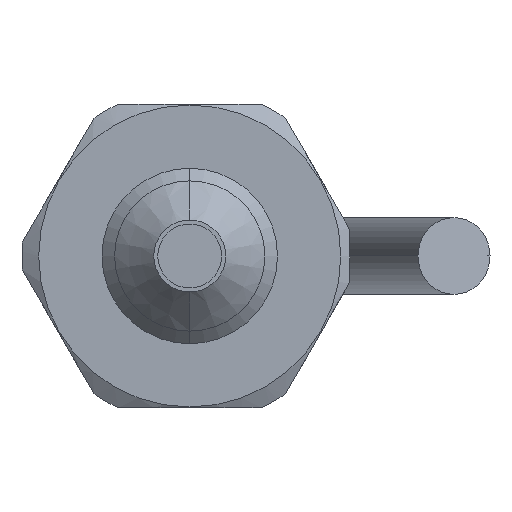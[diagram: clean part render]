
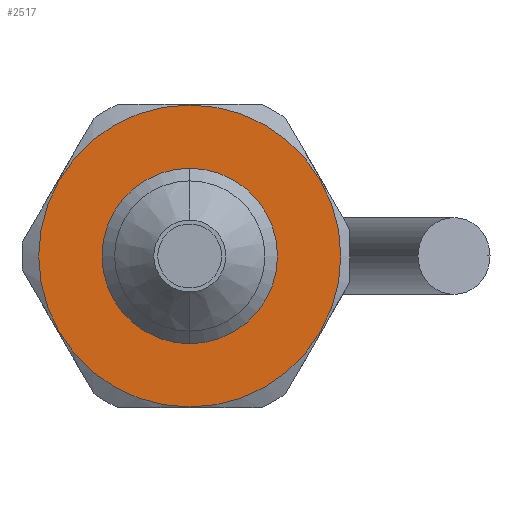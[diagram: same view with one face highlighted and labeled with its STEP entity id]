
A CAD part, front view. The second image highlights one B-rep face of the part: STEP entity #2517.
In plain terms, the highlighted planar face has unit normal (0, -1, 0).
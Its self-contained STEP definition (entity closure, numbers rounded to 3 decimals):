
#16 = AXIS2_PLACEMENT_3D ( 'NONE', #806, #2309, #1675 ) ;
#89 = CIRCLE ( 'NONE', #1384, 9.45 ) ;
#121 = DIRECTION ( 'NONE',  ( 0., 0., -1. ) ) ;
#185 = FACE_OUTER_BOUND ( 'NONE', #1068, .T. ) ;
#228 = EDGE_CURVE ( 'NONE', #383, #1392, #479, .T. ) ;
#383 = VERTEX_POINT ( 'NONE', #2566 ) ;
#427 = ORIENTED_EDGE ( 'NONE', *, *, #2229, .T. ) ;
#436 = CIRCLE ( 'NONE', #16, 5.49 ) ;
#479 = CIRCLE ( 'NONE', #2088, 9.45 ) ;
#496 = ORIENTED_EDGE ( 'NONE', *, *, #228, .T. ) ;
#562 = EDGE_LOOP ( 'NONE', ( #771, #2078 ) ) ;
#726 = DIRECTION ( 'NONE',  ( 0., -1., 0. ) ) ;
#770 = CARTESIAN_POINT ( 'NONE',  ( 0., 13.5, 0. ) ) ;
#771 = ORIENTED_EDGE ( 'NONE', *, *, #1490, .F. ) ;
#806 = CARTESIAN_POINT ( 'NONE',  ( 0., 13.5, 0. ) ) ;
#820 = CARTESIAN_POINT ( 'NONE',  ( 9.45, 13.5, 0. ) ) ;
#879 = VERTEX_POINT ( 'NONE', #1230 ) ;
#1014 = VERTEX_POINT ( 'NONE', #2765 ) ;
#1031 = CIRCLE ( 'NONE', #2703, 5.49 ) ;
#1043 = DIRECTION ( 'NONE',  ( 0., 0., -1. ) ) ;
#1068 = EDGE_LOOP ( 'NONE', ( #427, #496 ) ) ;
#1154 = CARTESIAN_POINT ( 'NONE',  ( 0., 13.5, 0. ) ) ;
#1166 = CARTESIAN_POINT ( 'NONE',  ( 0., 13.5, 9.45 ) ) ;
#1230 = CARTESIAN_POINT ( 'NONE',  ( 0., 13.5, -5.49 ) ) ;
#1384 = AXIS2_PLACEMENT_3D ( 'NONE', #1154, #726, #2240 ) ;
#1392 = VERTEX_POINT ( 'NONE', #1166 ) ;
#1399 = EDGE_CURVE ( 'NONE', #1014, #879, #1031, .T. ) ;
#1443 = DIRECTION ( 'NONE',  ( 0., -1., 0. ) ) ;
#1454 = DIRECTION ( 'NONE',  ( 0., -1., 0. ) ) ;
#1455 = PLANE ( 'NONE',  #1569 ) ;
#1490 = EDGE_CURVE ( 'NONE', #879, #1014, #436, .T. ) ;
#1569 = AXIS2_PLACEMENT_3D ( 'NONE', #820, #2297, #1043 ) ;
#1644 = DIRECTION ( 'NONE',  ( 0., 0., -1. ) ) ;
#1675 = DIRECTION ( 'NONE',  ( 0., 0., -1. ) ) ;
#2078 = ORIENTED_EDGE ( 'NONE', *, *, #1399, .F. ) ;
#2088 = AXIS2_PLACEMENT_3D ( 'NONE', #770, #1454, #121 ) ;
#2229 = EDGE_CURVE ( 'NONE', #1392, #383, #89, .T. ) ;
#2240 = DIRECTION ( 'NONE',  ( 0., 0., -1. ) ) ;
#2297 = DIRECTION ( 'NONE',  ( 0., -1., 0. ) ) ;
#2309 = DIRECTION ( 'NONE',  ( 0., -1., 0. ) ) ;
#2398 = FACE_BOUND ( 'NONE', #562, .T. ) ;
#2508 = CARTESIAN_POINT ( 'NONE',  ( 0., 13.5, 0. ) ) ;
#2517 = ADVANCED_FACE ( 'NONE', ( #185, #2398 ), #1455, .T. ) ;
#2566 = CARTESIAN_POINT ( 'NONE',  ( 0., 13.5, -9.45 ) ) ;
#2703 = AXIS2_PLACEMENT_3D ( 'NONE', #2508, #1443, #1644 ) ;
#2765 = CARTESIAN_POINT ( 'NONE',  ( 0., 13.5, 5.49 ) ) ;
